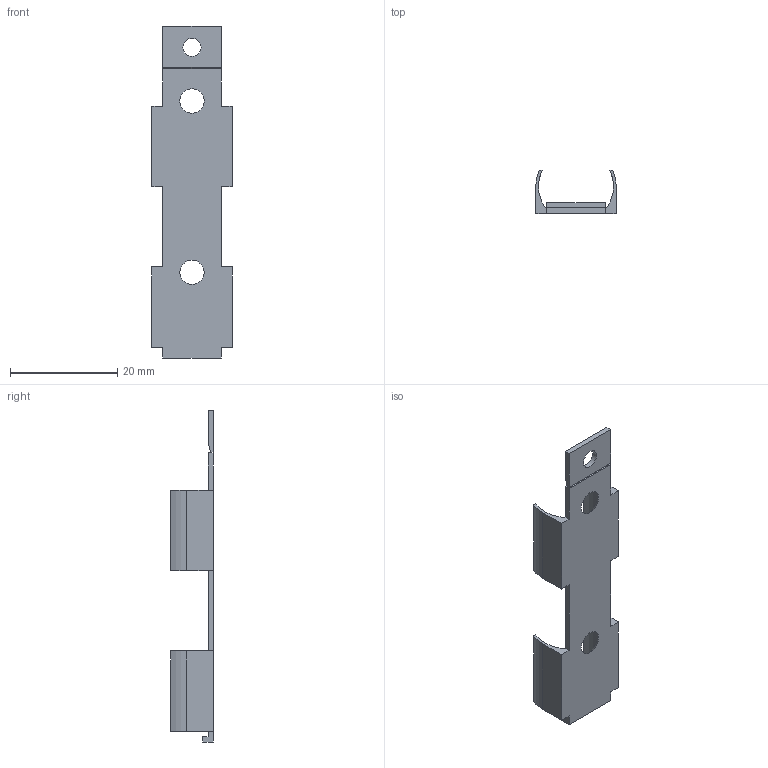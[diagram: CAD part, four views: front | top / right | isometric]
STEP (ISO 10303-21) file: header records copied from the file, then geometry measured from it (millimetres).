
FILE_DESCRIPTION(('FreeCAD Model'),'2;1');
FILE_NAME('Open CASCADE Shape Model','2026-01-22T16:22:03',(''),(''), 'Open CASCADE STEP processor 7.8','FreeCAD','Unknown');
FILE_SCHEMA(('AUTOMOTIVE_DESIGN { 1 0 10303 214 1 1 1 1 }'));
Length unit declared in the file: millimetre
Products named in the file (1): Dolna część adaptera
Bounding box: 15 x 8 x 62 mm (x, y, z)
Volume: 1058.1 mm3; surface area: 2577.5 mm2
Topology: 1 solids, 1 shells, 45 faces, 129 edges, 86 vertices
Faces by surface type: plane 34, cylinder 9, cone 2
Full cylindrical faces by diameter (mm): 3.4 x1
Entity records: 1499 total; most frequent: CARTESIAN_POINT 261, ORIENTED_EDGE 258, DIRECTION 243, EDGE_CURVE 129, LINE 107, VECTOR 107, VERTEX_POINT 86, AXIS2_PLACEMENT_3D 68
